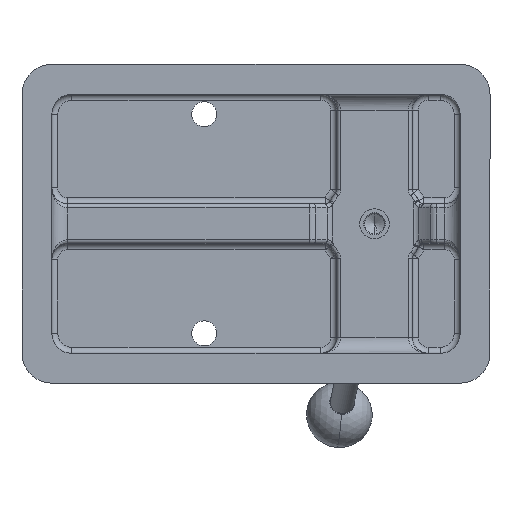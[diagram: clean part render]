
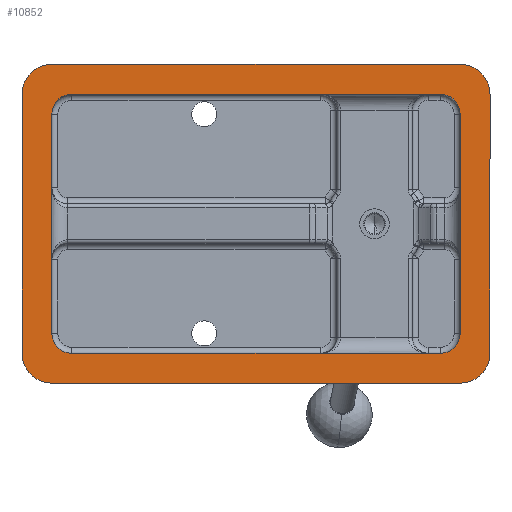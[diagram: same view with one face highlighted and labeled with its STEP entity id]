
A CAD part, front view. The second image highlights one B-rep face of the part: STEP entity #10852.
In plain terms, the highlighted planar face has unit normal (0, -1, 0).
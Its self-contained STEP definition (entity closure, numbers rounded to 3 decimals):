
#380 = DIRECTION ( 'NONE',  ( 0., 0., 1. ) ) ;
#635 = CARTESIAN_POINT ( 'NONE',  ( -80., 0., 117.5 ) ) ;
#963 = LINE ( 'NONE', #15273, #29676 ) ;
#1234 = CIRCLE ( 'NONE', #42557, 10. ) ;
#2569 = CARTESIAN_POINT ( 'NONE',  ( -55., 0., -92.5 ) ) ;
#2663 = DIRECTION ( 'NONE',  ( 0., 0., 1. ) ) ;
#3017 = CIRCLE ( 'NONE', #38367, 15. ) ;
#3364 = FACE_OUTER_BOUND ( 'NONE', #12233, .T. ) ;
#3709 = DIRECTION ( 'NONE',  ( 0., 0., 1. ) ) ;
#4293 = PLANE ( 'NONE',  #41546 ) ;
#4829 = DIRECTION ( 'NONE',  ( 0., 0., 1. ) ) ;
#4953 = VECTOR ( 'NONE', #4829, 1000. ) ;
#5108 = VERTEX_POINT ( 'NONE', #41353 ) ;
#5312 = EDGE_CURVE ( 'NONE', #5108, #31809, #32834, .T. ) ;
#5527 = AXIS2_PLACEMENT_3D ( 'NONE', #2569, #20435, #23692 ) ;
#7148 = FACE_BOUND ( 'NONE', #9561, .T. ) ;
#8146 = LINE ( 'NONE', #635, #4953 ) ;
#8169 = VERTEX_POINT ( 'NONE', #41597 ) ;
#8885 = VERTEX_POINT ( 'NONE', #27338 ) ;
#9236 = CARTESIAN_POINT ( 'NONE',  ( -65., 0., -117.5 ) ) ;
#9249 = CARTESIAN_POINT ( 'NONE',  ( 80., 0., -117.5 ) ) ;
#9257 = CARTESIAN_POINT ( 'NONE',  ( -65., 0., 102.5 ) ) ;
#9561 = EDGE_LOOP ( 'NONE', ( #45577, #23225, #13633, #26649, #27553, #25207, #22449, #20815 ) ) ;
#10327 = VERTEX_POINT ( 'NONE', #44715 ) ;
#10852 = ADVANCED_FACE ( 'NONE', ( #7148, #3364 ), #4293, .F. ) ;
#11402 = CARTESIAN_POINT ( 'NONE',  ( -55., 0., 92.5 ) ) ;
#11779 = DIRECTION ( 'NONE',  ( 1., 0., 0. ) ) ;
#12151 = LINE ( 'NONE', #15198, #38842 ) ;
#12233 = EDGE_LOOP ( 'NONE', ( #24047, #36235, #15372, #34423, #41584, #15095, #15220, #32790 ) ) ;
#12995 = CARTESIAN_POINT ( 'NONE',  ( -55., 0., 102.5 ) ) ;
#13113 = DIRECTION ( 'NONE',  ( 0., -1., 0. ) ) ;
#13351 = VERTEX_POINT ( 'NONE', #32933 ) ;
#13633 = ORIENTED_EDGE ( 'NONE', *, *, #30585, .F. ) ;
#14579 = CARTESIAN_POINT ( 'NONE',  ( 55., 0., 92.5 ) ) ;
#14775 = AXIS2_PLACEMENT_3D ( 'NONE', #9257, #30671, #41513 ) ;
#15072 = VECTOR ( 'NONE', #38452, 1000. ) ;
#15095 = ORIENTED_EDGE ( 'NONE', *, *, #39131, .T. ) ;
#15198 = CARTESIAN_POINT ( 'NONE',  ( 80., 0., 117.5 ) ) ;
#15220 = ORIENTED_EDGE ( 'NONE', *, *, #5312, .F. ) ;
#15273 = CARTESIAN_POINT ( 'NONE',  ( -65., 0., -102.5 ) ) ;
#15372 = ORIENTED_EDGE ( 'NONE', *, *, #27337, .F. ) ;
#15401 = VERTEX_POINT ( 'NONE', #23812 ) ;
#15865 = VECTOR ( 'NONE', #42316, 1000. ) ;
#16638 = EDGE_CURVE ( 'NONE', #26149, #41490, #24021, .T. ) ;
#18173 = DIRECTION ( 'NONE',  ( 0., 1., 0. ) ) ;
#18224 = EDGE_CURVE ( 'NONE', #8885, #25135, #963, .T. ) ;
#18744 = CARTESIAN_POINT ( 'NONE',  ( 65., 0., -102.5 ) ) ;
#19013 = EDGE_CURVE ( 'NONE', #34484, #13351, #25731, .T. ) ;
#20179 = VERTEX_POINT ( 'NONE', #23815 ) ;
#20303 = AXIS2_PLACEMENT_3D ( 'NONE', #37247, #40531, #43831 ) ;
#20435 = DIRECTION ( 'NONE',  ( 0., 1., 0. ) ) ;
#20494 = CIRCLE ( 'NONE', #41568, 15. ) ;
#20815 = ORIENTED_EDGE ( 'NONE', *, *, #43655, .T. ) ;
#21170 = DIRECTION ( 'NONE',  ( 0., 0., 1. ) ) ;
#21527 = LINE ( 'NONE', #35967, #15865 ) ;
#22091 = DIRECTION ( 'NONE',  ( 0., 1., 0. ) ) ;
#22449 = ORIENTED_EDGE ( 'NONE', *, *, #19013, .F. ) ;
#22505 = DIRECTION ( 'NONE',  ( -1., 0., 0. ) ) ;
#22606 = VERTEX_POINT ( 'NONE', #39109 ) ;
#22611 = CIRCLE ( 'NONE', #41483, 15. ) ;
#23066 = CIRCLE ( 'NONE', #36671, 10. ) ;
#23210 = CARTESIAN_POINT ( 'NONE',  ( 80., 0., -102.5 ) ) ;
#23225 = ORIENTED_EDGE ( 'NONE', *, *, #33322, .T. ) ;
#23692 = DIRECTION ( 'NONE',  ( 0., 0., 1. ) ) ;
#23812 = CARTESIAN_POINT ( 'NONE',  ( 65., 0., 92.5 ) ) ;
#23815 = CARTESIAN_POINT ( 'NONE',  ( -65., 0., 117.5 ) ) ;
#23962 = EDGE_CURVE ( 'NONE', #5108, #36470, #3017, .T. ) ;
#24021 = LINE ( 'NONE', #9249, #15072 ) ;
#24047 = ORIENTED_EDGE ( 'NONE', *, *, #46324, .F. ) ;
#24348 = VECTOR ( 'NONE', #22505, 1000. ) ;
#24810 = DIRECTION ( 'NONE',  ( 0., 1., 0. ) ) ;
#24988 = DIRECTION ( 'NONE',  ( 0., 0., 1. ) ) ;
#25135 = VERTEX_POINT ( 'NONE', #29745 ) ;
#25207 = ORIENTED_EDGE ( 'NONE', *, *, #39542, .T. ) ;
#25440 = VECTOR ( 'NONE', #32363, 1000. ) ;
#25731 = LINE ( 'NONE', #31892, #38704 ) ;
#26149 = VERTEX_POINT ( 'NONE', #43683 ) ;
#26649 = ORIENTED_EDGE ( 'NONE', *, *, #35501, .T. ) ;
#27031 = EDGE_CURVE ( 'NONE', #8169, #36479, #37179, .T. ) ;
#27337 = EDGE_CURVE ( 'NONE', #22606, #10327, #8146, .T. ) ;
#27338 = CARTESIAN_POINT ( 'NONE',  ( -55., 0., -102.5 ) ) ;
#27553 = ORIENTED_EDGE ( 'NONE', *, *, #18224, .F. ) ;
#27577 = VERTEX_POINT ( 'NONE', #28327 ) ;
#27704 = CARTESIAN_POINT ( 'NONE',  ( -65., 0., -102.5 ) ) ;
#28327 = CARTESIAN_POINT ( 'NONE',  ( 65., 0., -92.5 ) ) ;
#28674 = EDGE_CURVE ( 'NONE', #20179, #10327, #30606, .T. ) ;
#29676 = VECTOR ( 'NONE', #11779, 1000. ) ;
#29745 = CARTESIAN_POINT ( 'NONE',  ( 55., 0., -102.5 ) ) ;
#30061 = DIRECTION ( 'NONE',  ( 1., 0., 0. ) ) ;
#30585 = EDGE_CURVE ( 'NONE', #27577, #15401, #21527, .T. ) ;
#30606 = CIRCLE ( 'NONE', #14775, 15. ) ;
#30671 = DIRECTION ( 'NONE',  ( 0., -1., 0. ) ) ;
#30941 = EDGE_CURVE ( 'NONE', #22606, #41490, #22611, .T. ) ;
#31809 = VERTEX_POINT ( 'NONE', #23210 ) ;
#31892 = CARTESIAN_POINT ( 'NONE',  ( -65., 0., -102.5 ) ) ;
#32363 = DIRECTION ( 'NONE',  ( 0., 0., -1. ) ) ;
#32790 = ORIENTED_EDGE ( 'NONE', *, *, #23962, .T. ) ;
#32834 = LINE ( 'NONE', #40109, #25440 ) ;
#32933 = CARTESIAN_POINT ( 'NONE',  ( -65., 0., -92.5 ) ) ;
#33136 = DIRECTION ( 'NONE',  ( 0., -1., 0. ) ) ;
#33278 = CARTESIAN_POINT ( 'NONE',  ( 65., 0., 117.5 ) ) ;
#33322 = EDGE_CURVE ( 'NONE', #8169, #15401, #23066, .T. ) ;
#33864 = CARTESIAN_POINT ( 'NONE',  ( -65., 0., 102.5 ) ) ;
#34237 = CARTESIAN_POINT ( 'NONE',  ( 65., 0., 102.5 ) ) ;
#34423 = ORIENTED_EDGE ( 'NONE', *, *, #30941, .T. ) ;
#34484 = VERTEX_POINT ( 'NONE', #34608 ) ;
#34608 = CARTESIAN_POINT ( 'NONE',  ( -65., 0., 92.5 ) ) ;
#34628 = CIRCLE ( 'NONE', #20303, 10. ) ;
#35022 = DIRECTION ( 'NONE',  ( 0., 0., 1. ) ) ;
#35501 = EDGE_CURVE ( 'NONE', #27577, #25135, #34628, .T. ) ;
#35967 = CARTESIAN_POINT ( 'NONE',  ( 65., 0., -102.5 ) ) ;
#36235 = ORIENTED_EDGE ( 'NONE', *, *, #28674, .T. ) ;
#36470 = VERTEX_POINT ( 'NONE', #33278 ) ;
#36479 = VERTEX_POINT ( 'NONE', #12995 ) ;
#36671 = AXIS2_PLACEMENT_3D ( 'NONE', #14579, #22091, #21170 ) ;
#37179 = LINE ( 'NONE', #33864, #24348 ) ;
#37247 = CARTESIAN_POINT ( 'NONE',  ( 55., 0., -92.5 ) ) ;
#38367 = AXIS2_PLACEMENT_3D ( 'NONE', #34237, #42216, #2663 ) ;
#38452 = DIRECTION ( 'NONE',  ( -1., 0., 0. ) ) ;
#38704 = VECTOR ( 'NONE', #46265, 1000. ) ;
#38842 = VECTOR ( 'NONE', #30061, 1000. ) ;
#39109 = CARTESIAN_POINT ( 'NONE',  ( -80., 0., -102.5 ) ) ;
#39131 = EDGE_CURVE ( 'NONE', #26149, #31809, #20494, .T. ) ;
#39542 = EDGE_CURVE ( 'NONE', #8885, #13351, #46132, .T. ) ;
#40109 = CARTESIAN_POINT ( 'NONE',  ( 80., 0., 117.5 ) ) ;
#40531 = DIRECTION ( 'NONE',  ( 0., 1., 0. ) ) ;
#41353 = CARTESIAN_POINT ( 'NONE',  ( 80., 0., 102.5 ) ) ;
#41483 = AXIS2_PLACEMENT_3D ( 'NONE', #27704, #13113, #35022 ) ;
#41490 = VERTEX_POINT ( 'NONE', #9236 ) ;
#41513 = DIRECTION ( 'NONE',  ( 0., 0., 1. ) ) ;
#41546 = AXIS2_PLACEMENT_3D ( 'NONE', #43394, #18173, #24988 ) ;
#41568 = AXIS2_PLACEMENT_3D ( 'NONE', #18744, #33136, #3709 ) ;
#41584 = ORIENTED_EDGE ( 'NONE', *, *, #16638, .F. ) ;
#41597 = CARTESIAN_POINT ( 'NONE',  ( 55., 0., 102.5 ) ) ;
#42216 = DIRECTION ( 'NONE',  ( 0., -1., 0. ) ) ;
#42316 = DIRECTION ( 'NONE',  ( 0., 0., 1. ) ) ;
#42557 = AXIS2_PLACEMENT_3D ( 'NONE', #11402, #24810, #380 ) ;
#43394 = CARTESIAN_POINT ( 'NONE',  ( 0., 0., 0. ) ) ;
#43655 = EDGE_CURVE ( 'NONE', #34484, #36479, #1234, .T. ) ;
#43683 = CARTESIAN_POINT ( 'NONE',  ( 65., 0., -117.5 ) ) ;
#43831 = DIRECTION ( 'NONE',  ( 0., 0., 1. ) ) ;
#44715 = CARTESIAN_POINT ( 'NONE',  ( -80., 0., 102.5 ) ) ;
#45577 = ORIENTED_EDGE ( 'NONE', *, *, #27031, .F. ) ;
#46132 = CIRCLE ( 'NONE', #5527, 10. ) ;
#46265 = DIRECTION ( 'NONE',  ( 0., 0., -1. ) ) ;
#46324 = EDGE_CURVE ( 'NONE', #20179, #36470, #12151, .T. ) ;
